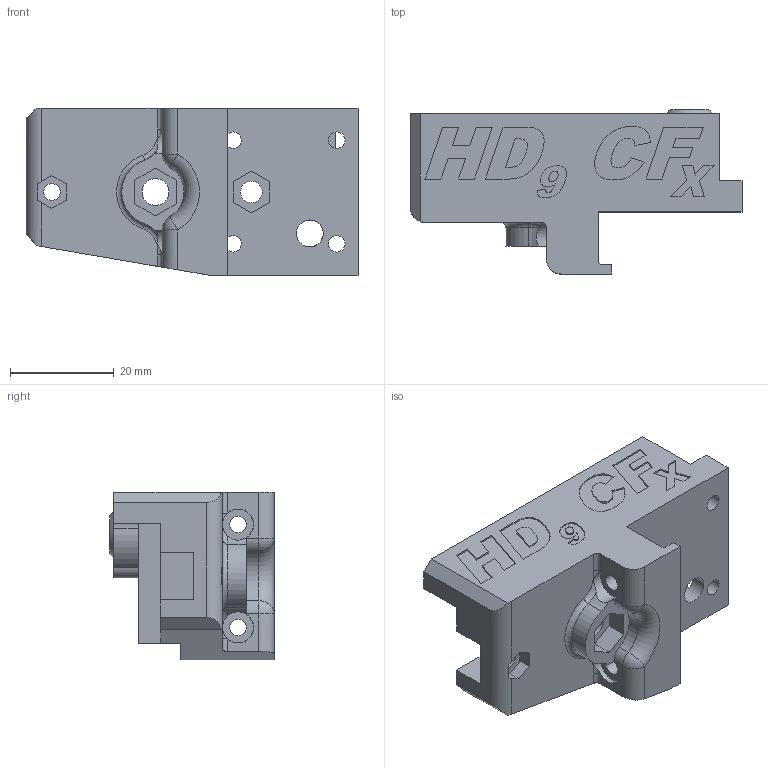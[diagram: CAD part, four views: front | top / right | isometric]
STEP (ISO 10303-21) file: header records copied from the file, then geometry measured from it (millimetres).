
FILE_DESCRIPTION(/* description */ (''),/* implementation_level */ '2;1');
FILE_NAME(/* name */ 'XYHD9_CFx_YCarriage_RH_LowerBody v1.step',/* time_stamp */ '2022-03-04T19:35:36-05:00',/* author */ (''),/* organization */ (''),/* preprocessor_version */ 'ST-DEVELOPER v18.1',/* originating_system */ 'Autodesk Translation Framework v10.13.0.1454',/* authorisation */ '');
FILE_SCHEMA (('AUTOMOTIVE_DESIGN { 1 0 10303 214 3 1 1 }'));
Length unit declared in the file: millimetre
Products named in the file (1): XYHD9_CFx_YCarriage_RH_LowerBody v1
Bounding box: 64.1 x 31.75 x 32.4 mm (x, y, z)
Volume: 25899 mm3; surface area: 10087.5 mm2
Topology: 1 solids, 1 shells, 234 faces, 641 edges, 422 vertices
Faces by surface type: plane 131, bspline 59, cylinder 35, torus 4, cone 3, sphere 2
Full cylindrical faces by diameter (mm): 3.2 x7, 4.2 x1, 5.2 x3, 6 x2
Entity records: 8051 total; most frequent: CARTESIAN_POINT 2378, ORIENTED_EDGE 1282, DIRECTION 954, EDGE_CURVE 641, LINE 424, VECTOR 424, VERTEX_POINT 422, EDGE_LOOP 267
